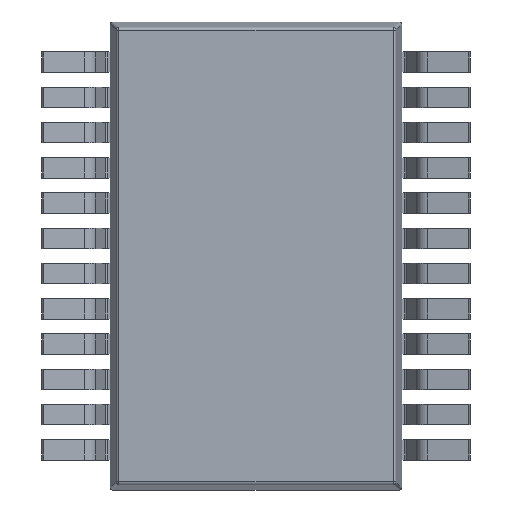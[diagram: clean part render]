
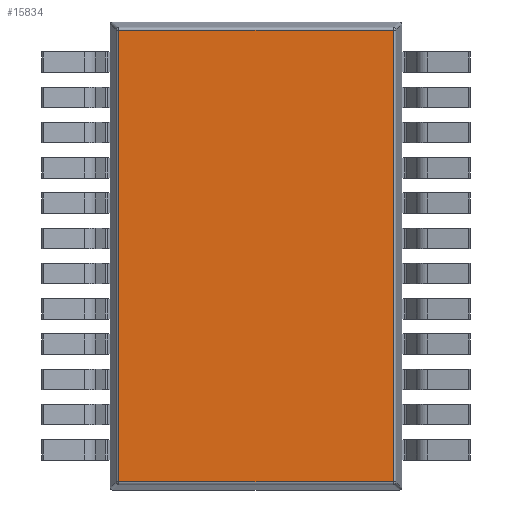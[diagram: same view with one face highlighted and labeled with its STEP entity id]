
A CAD part, front view. The second image highlights one B-rep face of the part: STEP entity #15834.
In plain terms, the highlighted planar face has unit normal (0, -1, 0).
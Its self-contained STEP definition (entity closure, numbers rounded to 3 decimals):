
#46 = FACE_OUTER_BOUND ( 'NONE', #9103, .T. ) ;
#167 = ORIENTED_EDGE ( 'NONE', *, *, #13639, .T. ) ;
#448 = DIRECTION ( 'NONE',  ( 1., 0., 0. ) ) ;
#877 = LINE ( 'NONE', #5220, #7677 ) ;
#1050 = CARTESIAN_POINT ( 'NONE',  ( -2.53, -0.001, -0.65 ) ) ;
#1163 = AXIS2_PLACEMENT_3D ( 'NONE', #16739, #8582, #448 ) ;
#2353 = VERTEX_POINT ( 'NONE', #4990 ) ;
#2433 = CARTESIAN_POINT ( 'NONE',  ( 2.53, -0.001, -0.65 ) ) ;
#2454 = EDGE_CURVE ( 'NONE', #3750, #2353, #877, .T. ) ;
#3041 = LINE ( 'NONE', #2433, #10281 ) ;
#3750 = VERTEX_POINT ( 'NONE', #14069 ) ;
#3830 = VECTOR ( 'NONE', #7837, 1000. ) ;
#4482 = VERTEX_POINT ( 'NONE', #10289 ) ;
#4990 = CARTESIAN_POINT ( 'NONE',  ( -2.53, -0.001, 4.167 ) ) ;
#5164 = DIRECTION ( 'NONE',  ( 0., 0., -1. ) ) ;
#5220 = CARTESIAN_POINT ( 'NONE',  ( -2.573, -0.001, 4.167 ) ) ;
#5386 = VERTEX_POINT ( 'NONE', #7539 ) ;
#6444 = CARTESIAN_POINT ( 'NONE',  ( 2.573, -0.001, -4.167 ) ) ;
#7344 = VECTOR ( 'NONE', #5164, 1000. ) ;
#7539 = CARTESIAN_POINT ( 'NONE',  ( -2.53, -0.001, -4.167 ) ) ;
#7677 = VECTOR ( 'NONE', #17504, 1000. ) ;
#7837 = DIRECTION ( 'NONE',  ( 1., 0., 0. ) ) ;
#8582 = DIRECTION ( 'NONE',  ( 0., -1., 0. ) ) ;
#8941 = EDGE_CURVE ( 'NONE', #4482, #3750, #3041, .T. ) ;
#9103 = EDGE_LOOP ( 'NONE', ( #9381, #9279, #167, #9787 ) ) ;
#9279 = ORIENTED_EDGE ( 'NONE', *, *, #2454, .T. ) ;
#9381 = ORIENTED_EDGE ( 'NONE', *, *, #8941, .T. ) ;
#9787 = ORIENTED_EDGE ( 'NONE', *, *, #9902, .T. ) ;
#9902 = EDGE_CURVE ( 'NONE', #5386, #4482, #14285, .T. ) ;
#10281 = VECTOR ( 'NONE', #13266, 1000. ) ;
#10289 = CARTESIAN_POINT ( 'NONE',  ( 2.53, -0.001, -4.167 ) ) ;
#10966 = LINE ( 'NONE', #1050, #7344 ) ;
#11257 = PLANE ( 'NONE',  #1163 ) ;
#13266 = DIRECTION ( 'NONE',  ( 0., 0., 1. ) ) ;
#13639 = EDGE_CURVE ( 'NONE', #2353, #5386, #10966, .T. ) ;
#14069 = CARTESIAN_POINT ( 'NONE',  ( 2.53, -0.001, 4.167 ) ) ;
#14285 = LINE ( 'NONE', #6444, #3830 ) ;
#15834 = ADVANCED_FACE ( 'NONE', ( #46 ), #11257, .T. ) ;
#16739 = CARTESIAN_POINT ( 'NONE',  ( -2.573, -0.001, -0.65 ) ) ;
#17504 = DIRECTION ( 'NONE',  ( -1., 0., 0. ) ) ;
